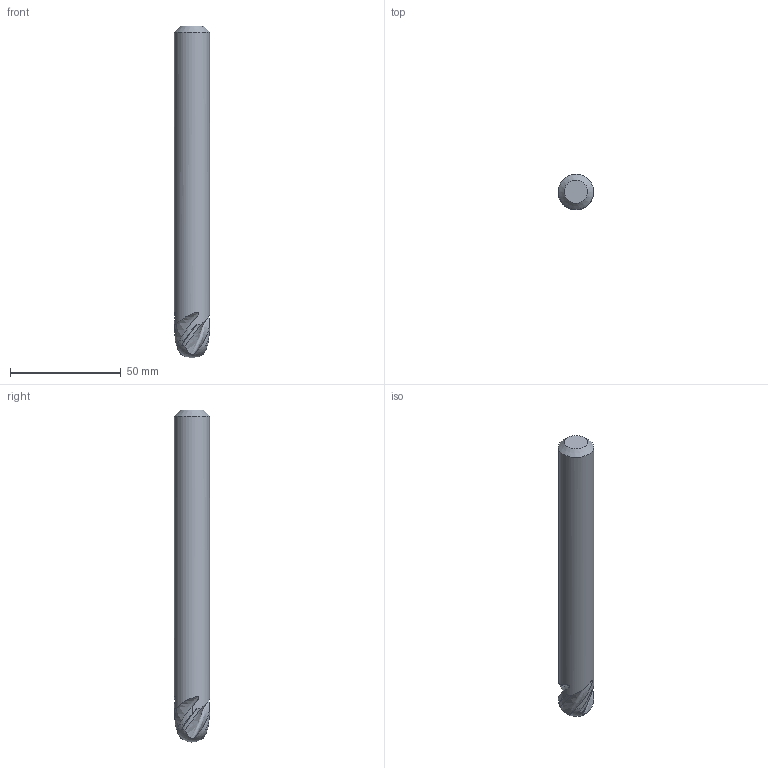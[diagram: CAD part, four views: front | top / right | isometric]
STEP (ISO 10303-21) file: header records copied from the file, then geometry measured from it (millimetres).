
FILE_DESCRIPTION(/* description */ (''),/* implementation_level */ '2;1');
FILE_NAME(/* name */ 'F4AW1200AWX38E240_GTM.stp',/* time_stamp */ '2013-12-17T09:51:44+00:00',/* author */ (''),/* organization */ (''),/* preprocessor_version */ 'ST-DEVELOPER v15',/* originating_system */ 'SIEMENS PLM Software NX 9.0',/* authorisation */ '');
FILE_SCHEMA (('AUTOMOTIVE_DESIGN { 1 0 10303 214 3 1 1 1 }'));
Length unit declared in the file: millimetre
Products named in the file (1): F4AW1200AWX38E240_GTM
Bounding box: 16.01 x 16.01 x 150 mm (x, y, z)
Volume: 28681.2 mm3; surface area: 7825.5 mm2
Topology: 1 solids, 1 shells, 21 faces, 57 edges, 38 vertices
Faces by surface type: bspline 16, cylinder 2, sphere 1, plane 1, cone 1
Full cylindrical faces by diameter (mm): 16 x1
Entity records: 5113 total; most frequent: CARTESIAN_POINT 4700, ORIENTED_EDGE 100, EDGE_CURVE 50, DIRECTION 42, VERTEX_POINT 35, B_SPLINE_CURVE_WITH_KNOTS 32, EDGE_LOOP 22, AXIS2_PLACEMENT_3D 21
